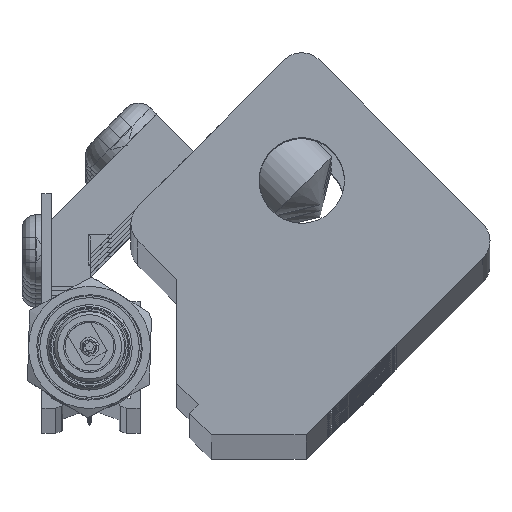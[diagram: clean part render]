
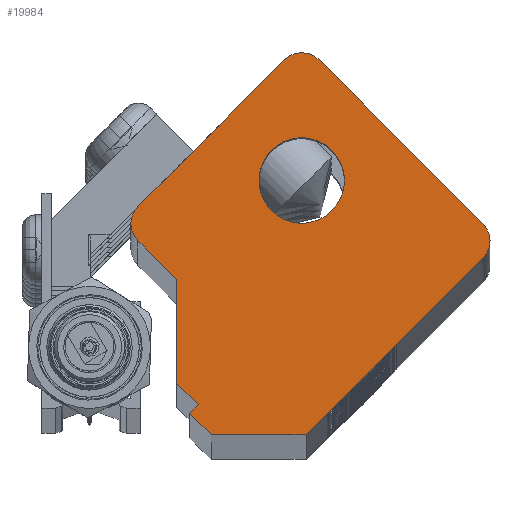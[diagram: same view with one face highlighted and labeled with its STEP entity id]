
A CAD part, top view. The second image highlights one B-rep face of the part: STEP entity #19984.
In plain terms, the highlighted planar face has unit normal (0, 0, 1).
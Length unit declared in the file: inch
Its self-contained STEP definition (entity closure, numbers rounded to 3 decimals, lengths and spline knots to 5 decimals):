
#1281=FACE_BOUND('',#3553,.T.);
#2151=FACE_OUTER_BOUND('',#3552,.T.);
#3552=EDGE_LOOP('',(#15121,#15122,#15123,#15124,#15125,#15126,#15127,#15128,
#15129,#15130,#15131,#15132));
#3553=EDGE_LOOP('',(#15133));
#4603=CIRCLE('',#21797,0.125);
#4604=CIRCLE('',#21798,0.125);
#4605=CIRCLE('',#21799,0.125);
#4606=CIRCLE('',#21800,0.21875);
#5766=LINE('',#32249,#7078);
#5767=LINE('',#32251,#7079);
#5768=LINE('',#32253,#7080);
#5769=LINE('',#32255,#7081);
#5770=LINE('',#32257,#7082);
#5771=LINE('',#32259,#7083);
#5772=LINE('',#32261,#7084);
#5773=LINE('',#32265,#7085);
#5774=LINE('',#32269,#7086);
#7078=VECTOR('',#26074,0.3937);
#7079=VECTOR('',#26075,0.3937);
#7080=VECTOR('',#26076,0.3937);
#7081=VECTOR('',#26077,0.3937);
#7082=VECTOR('',#26078,0.3937);
#7083=VECTOR('',#26079,0.3937);
#7084=VECTOR('',#26080,0.3937);
#7085=VECTOR('',#26083,0.3937);
#7086=VECTOR('',#26086,0.3937);
#8667=VERTEX_POINT('',#32247);
#8668=VERTEX_POINT('',#32248);
#8669=VERTEX_POINT('',#32250);
#8670=VERTEX_POINT('',#32252);
#8671=VERTEX_POINT('',#32254);
#8672=VERTEX_POINT('',#32256);
#8673=VERTEX_POINT('',#32258);
#8674=VERTEX_POINT('',#32260);
#8675=VERTEX_POINT('',#32262);
#8676=VERTEX_POINT('',#32264);
#8677=VERTEX_POINT('',#32266);
#8678=VERTEX_POINT('',#32268);
#8679=VERTEX_POINT('',#32271);
#10971=EDGE_CURVE('',#8667,#8668,#5766,.T.);
#10972=EDGE_CURVE('',#8669,#8667,#5767,.T.);
#10973=EDGE_CURVE('',#8670,#8669,#5768,.T.);
#10974=EDGE_CURVE('',#8670,#8671,#5769,.T.);
#10975=EDGE_CURVE('',#8671,#8672,#5770,.T.);
#10976=EDGE_CURVE('',#8672,#8673,#5771,.T.);
#10977=EDGE_CURVE('',#8673,#8674,#5772,.T.);
#10978=EDGE_CURVE('',#8674,#8675,#4603,.T.);
#10979=EDGE_CURVE('',#8675,#8676,#5773,.T.);
#10980=EDGE_CURVE('',#8677,#8676,#4604,.T.);
#10981=EDGE_CURVE('',#8678,#8677,#5774,.T.);
#10982=EDGE_CURVE('',#8668,#8678,#4605,.T.);
#10983=EDGE_CURVE('',#8679,#8679,#4606,.T.);
#15121=ORIENTED_EDGE('',*,*,#10971,.F.);
#15122=ORIENTED_EDGE('',*,*,#10972,.F.);
#15123=ORIENTED_EDGE('',*,*,#10973,.F.);
#15124=ORIENTED_EDGE('',*,*,#10974,.T.);
#15125=ORIENTED_EDGE('',*,*,#10975,.T.);
#15126=ORIENTED_EDGE('',*,*,#10976,.T.);
#15127=ORIENTED_EDGE('',*,*,#10977,.T.);
#15128=ORIENTED_EDGE('',*,*,#10978,.T.);
#15129=ORIENTED_EDGE('',*,*,#10979,.T.);
#15130=ORIENTED_EDGE('',*,*,#10980,.F.);
#15131=ORIENTED_EDGE('',*,*,#10981,.F.);
#15132=ORIENTED_EDGE('',*,*,#10982,.F.);
#15133=ORIENTED_EDGE('',*,*,#10983,.T.);
#17807=PLANE('',#21796);
#19984=ADVANCED_FACE('',(#2151,#1281),#17807,.F.);
#21796=AXIS2_PLACEMENT_3D('',#32246,#26072,#26073);
#21797=AXIS2_PLACEMENT_3D('',#32263,#26081,#26082);
#21798=AXIS2_PLACEMENT_3D('',#32267,#26084,#26085);
#21799=AXIS2_PLACEMENT_3D('',#32270,#26087,#26088);
#21800=AXIS2_PLACEMENT_3D('',#32272,#26089,#26090);
#26072=DIRECTION('center_axis',(0.,0.,
-1.));
#26073=DIRECTION('ref_axis',(-0.707,0.707,0.));
#26074=DIRECTION('',(-0.707,0.707,0.));
#26075=DIRECTION('',(0.,1.,0.));
#26076=DIRECTION('',(-0.707,0.707,0.));
#26077=DIRECTION('',(-0.707,-0.707,0.));
#26078=DIRECTION('',(0.707,-0.707,0.));
#26079=DIRECTION('',(1.,0.,0.));
#26080=DIRECTION('',(0.707,0.707,0.));
#26081=DIRECTION('center_axis',(0.,0.,
1.));
#26082=DIRECTION('ref_axis',(-0.707,-0.707,0.));
#26083=DIRECTION('',(-0.707,0.707,0.));
#26084=DIRECTION('center_axis',(0.,0.,
-1.));
#26085=DIRECTION('ref_axis',(-0.707,0.707,0.));
#26086=DIRECTION('',(0.707,0.707,0.));
#26087=DIRECTION('center_axis',(0.,0.,
-1.));
#26088=DIRECTION('ref_axis',(-0.707,-0.707,0.));
#26089=DIRECTION('center_axis',(0.,0.,
-1.));
#26090=DIRECTION('ref_axis',(0.707,-0.707,0.));
#32246=CARTESIAN_POINT('Origin',(0.09611,0.15558,35.8125));
#32247=CARTESIAN_POINT('',(-0.36502,-0.1458,35.8125));
#32248=CARTESIAN_POINT('',(-0.56389,0.05307,35.8125));
#32249=CARTESIAN_POINT('',(-0.36502,-0.1458,35.8125));
#32250=CARTESIAN_POINT('',(-0.36502,-0.67613,35.8125));
#32251=CARTESIAN_POINT('',(-0.36502,-0.67613,35.8125));
#32252=CARTESIAN_POINT('',(-0.25453,-0.78662,35.8125));
#32253=CARTESIAN_POINT('',(-0.25453,-0.78662,35.8125));
#32254=CARTESIAN_POINT('',(-0.29872,-0.83081,35.8125));
#32255=CARTESIAN_POINT('',(0.93871,0.40662,35.8125));
#32256=CARTESIAN_POINT('',(-0.18842,-0.94112,35.8125));
#32257=CARTESIAN_POINT('',(-0.29872,-0.83081,35.8125));
#32258=CARTESIAN_POINT('',(0.29807,-0.94112,35.8125));
#32259=CARTESIAN_POINT('',(-0.18842,-0.94112,35.8125));
#32260=CARTESIAN_POINT('',(1.20388,-0.03532,35.8125));
#32261=CARTESIAN_POINT('',(0.29807,-0.94112,35.8125));
#32262=CARTESIAN_POINT('',(1.20388,0.14146,35.8125));
#32263=CARTESIAN_POINT('Origin',(1.11549,0.05307,35.8125));
#32264=CARTESIAN_POINT('',(0.36419,0.98115,35.8125));
#32265=CARTESIAN_POINT('',(1.20388,0.14146,35.8125));
#32266=CARTESIAN_POINT('',(0.18741,0.98115,35.8125));
#32267=CARTESIAN_POINT('Origin',(0.2758,0.89276,35.8125));
#32268=CARTESIAN_POINT('',(-0.56389,0.22985,35.8125));
#32269=CARTESIAN_POINT('',(-0.56389,0.22985,35.8125));
#32270=CARTESIAN_POINT('Origin',(-0.4755,0.14146,35.8125));
#32271=CARTESIAN_POINT('',(0.12112,0.51711,35.8125));
#32272=CARTESIAN_POINT('Origin',(0.2758,0.36243,35.8125));
